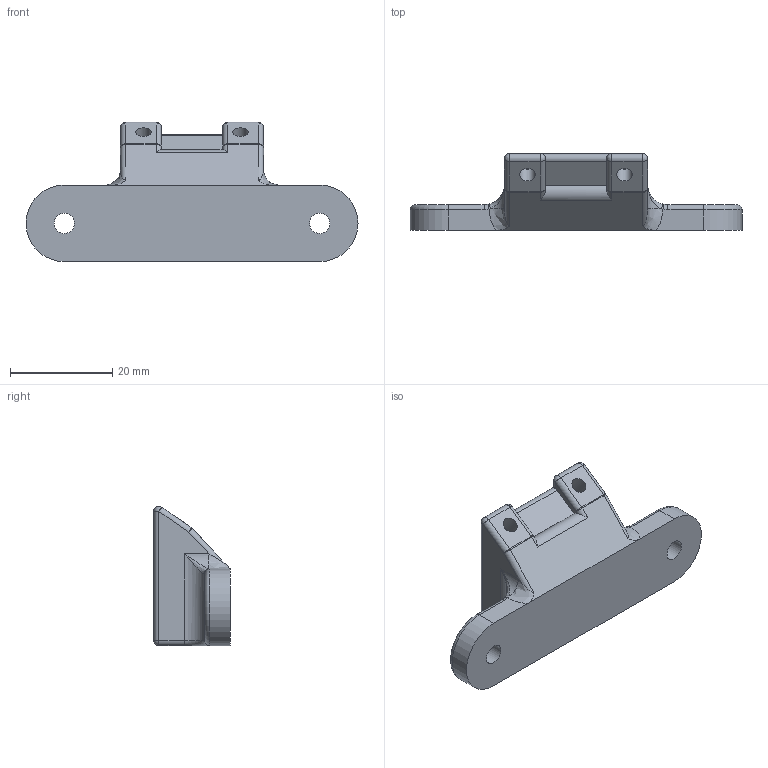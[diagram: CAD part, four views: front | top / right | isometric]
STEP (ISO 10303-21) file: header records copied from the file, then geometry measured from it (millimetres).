
FILE_DESCRIPTION(/* description */ (''),/* implementation_level */ '2;1');
FILE_NAME(/* name */ 'Endstop_Mount.step',/* time_stamp */ '2021-04-18T23:30:21+02:00',/* author */ (''),/* organization */ (''),/* preprocessor_version */ 'ST-DEVELOPER v18.1',/* originating_system */ 'Autodesk Translation Framework v10.6.0.1341',/* authorisation */ '');
FILE_SCHEMA (('AUTOMOTIVE_DESIGN { 1 0 10303 214 3 1 1 }'));
Length unit declared in the file: millimetre
Products named in the file (1): Endstop
Bounding box: 65 x 15 x 27.29 mm (x, y, z)
Volume: 11367 mm3; surface area: 4191.5 mm2
Topology: 1 solids, 1 shells, 84 faces, 192 edges, 110 vertices
Faces by surface type: cylinder 35, plane 27, sphere 10, torus 6, bspline 6
Full cylindrical faces by diameter (mm): 3 x2, 4 x2
Entity records: 2613 total; most frequent: CARTESIAN_POINT 672, DIRECTION 414, ORIENTED_EDGE 380, EDGE_CURVE 190, AXIS2_PLACEMENT_3D 157, VERTEX_POINT 110, LINE 100, VECTOR 100
